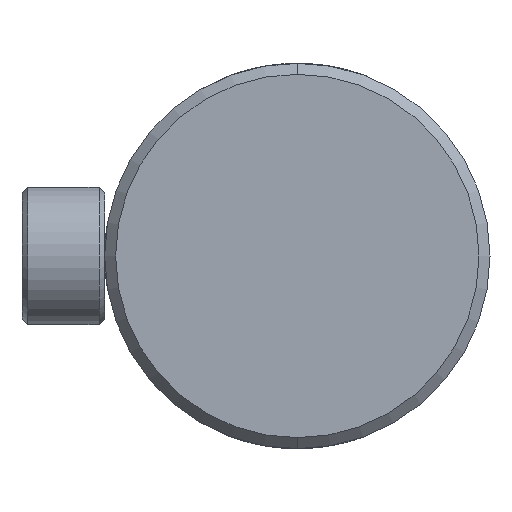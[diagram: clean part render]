
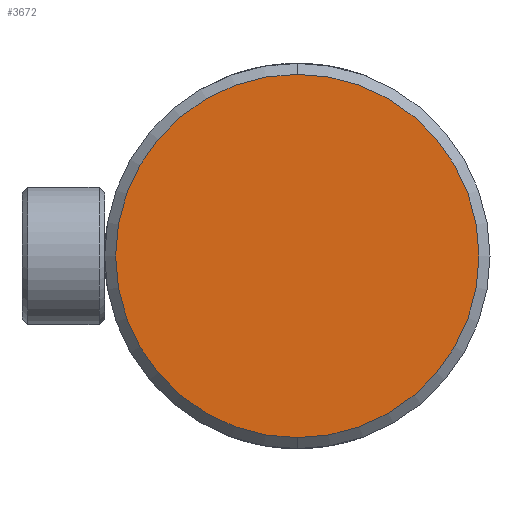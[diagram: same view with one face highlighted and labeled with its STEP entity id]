
A CAD part, left-side view. The second image highlights one B-rep face of the part: STEP entity #3672.
In plain terms, the highlighted planar face has unit normal (-1, 0, 0).
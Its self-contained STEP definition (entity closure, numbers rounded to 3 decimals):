
#460 = ORIENTED_EDGE ( 'NONE', *, *, #2423, .T. ) ;
#703 = VERTEX_POINT ( 'NONE', #2597 ) ;
#1169 = EDGE_CURVE ( 'NONE', #3322, #703, #2891, .T. ) ;
#1230 = DIRECTION ( 'NONE',  ( -1., 0., 0. ) ) ;
#1364 = CARTESIAN_POINT ( 'NONE',  ( -47., 0., 0. ) ) ;
#1477 = PLANE ( 'NONE',  #1559 ) ;
#1493 = DIRECTION ( 'NONE',  ( 1., 0., 0. ) ) ;
#1559 = AXIS2_PLACEMENT_3D ( 'NONE', #2468, #1493, #3757 ) ;
#1590 = EDGE_LOOP ( 'NONE', ( #460, #2545 ) ) ;
#2131 = AXIS2_PLACEMENT_3D ( 'NONE', #1364, #3748, #3713 ) ;
#2423 = EDGE_CURVE ( 'NONE', #703, #3322, #3334, .T. ) ;
#2427 = AXIS2_PLACEMENT_3D ( 'NONE', #3148, #1230, #3477 ) ;
#2468 = CARTESIAN_POINT ( 'NONE',  ( -47., 0., 0. ) ) ;
#2545 = ORIENTED_EDGE ( 'NONE', *, *, #1169, .T. ) ;
#2597 = CARTESIAN_POINT ( 'NONE',  ( -47., 0., -33. ) ) ;
#2729 = FACE_OUTER_BOUND ( 'NONE', #1590, .T. ) ;
#2891 = CIRCLE ( 'NONE', #2131, 33. ) ;
#3148 = CARTESIAN_POINT ( 'NONE',  ( -47., 0., 0. ) ) ;
#3322 = VERTEX_POINT ( 'NONE', #4113 ) ;
#3334 = CIRCLE ( 'NONE', #2427, 33. ) ;
#3477 = DIRECTION ( 'NONE',  ( 0., 0., 1. ) ) ;
#3672 = ADVANCED_FACE ( 'NONE', ( #2729 ), #1477, .F. ) ;
#3713 = DIRECTION ( 'NONE',  ( 0., 0., 1. ) ) ;
#3748 = DIRECTION ( 'NONE',  ( -1., 0., 0. ) ) ;
#3757 = DIRECTION ( 'NONE',  ( 0., 0., -1. ) ) ;
#4113 = CARTESIAN_POINT ( 'NONE',  ( -47., 0., 33. ) ) ;
